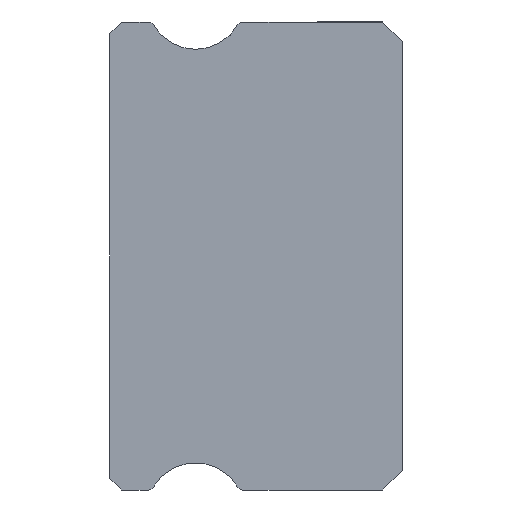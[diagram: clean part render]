
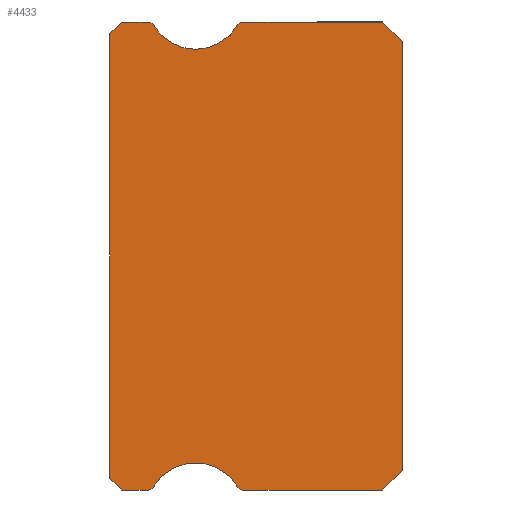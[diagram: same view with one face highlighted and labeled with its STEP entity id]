
A CAD part, left-side view. The second image highlights one B-rep face of the part: STEP entity #4433.
In plain terms, the highlighted planar face has unit normal (-1, 0, 0).
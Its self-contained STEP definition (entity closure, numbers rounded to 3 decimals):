
#9 = CIRCLE ( 'NONE', #259, 1.25 ) ;
#29 = AXIS2_PLACEMENT_3D ( 'NONE', #4670, #6921, #1882 ) ;
#72 = CARTESIAN_POINT ( 'NONE',  ( -10., 5.3, 6.55 ) ) ;
#225 = ORIENTED_EDGE ( 'NONE', *, *, #4444, .T. ) ;
#259 = AXIS2_PLACEMENT_3D ( 'NONE', #961, #2590, #4829 ) ;
#274 = EDGE_CURVE ( 'NONE', #6432, #6155, #4314, .T. ) ;
#485 = DIRECTION ( 'NONE',  ( 1., 0., 0. ) ) ;
#526 = ORIENTED_EDGE ( 'NONE', *, *, #2316, .F. ) ;
#577 = CARTESIAN_POINT ( 'NONE',  ( -10., 6.512, -5.85 ) ) ;
#598 = AXIS2_PLACEMENT_3D ( 'NONE', #4186, #4299, #6515 ) ;
#730 = CARTESIAN_POINT ( 'NONE',  ( -10., 5.3, 5.3 ) ) ;
#806 = ORIENTED_EDGE ( 'NONE', *, *, #1037, .F. ) ;
#865 = LINE ( 'NONE', #1354, #3313 ) ;
#955 = CARTESIAN_POINT ( 'NONE',  ( -10., 7.2, 6. ) ) ;
#961 = CARTESIAN_POINT ( 'NONE',  ( -10., 5.3, -6.55 ) ) ;
#975 = CARTESIAN_POINT ( 'NONE',  ( -10., 7.5, 5.85 ) ) ;
#995 = ORIENTED_EDGE ( 'NONE', *, *, #7150, .T. ) ;
#1023 = AXIS2_PLACEMENT_3D ( 'NONE', #577, #5041, #2795 ) ;
#1037 = EDGE_CURVE ( 'NONE', #6477, #2726, #3750, .T. ) ;
#1040 = ORIENTED_EDGE ( 'NONE', *, *, #1234, .T. ) ;
#1131 = CARTESIAN_POINT ( 'NONE',  ( -10., 0.5, 6. ) ) ;
#1184 = DIRECTION ( 'NONE',  ( -1., 0., 0. ) ) ;
#1234 = EDGE_CURVE ( 'NONE', #5166, #2726, #1998, .T. ) ;
#1330 = VERTEX_POINT ( 'NONE', #955 ) ;
#1354 = CARTESIAN_POINT ( 'NONE',  ( -10., 6.512, -6. ) ) ;
#1406 = DIRECTION ( 'NONE',  ( 0., 0., 1. ) ) ;
#1456 = CARTESIAN_POINT ( 'NONE',  ( -10., 6.512, -6. ) ) ;
#1498 = CARTESIAN_POINT ( 'NONE',  ( -10., 5.3, 6.55 ) ) ;
#1507 = VECTOR ( 'NONE', #1533, 1000. ) ;
#1533 = DIRECTION ( 'NONE',  ( 0., -0.707, -0.707 ) ) ;
#1573 = VERTEX_POINT ( 'NONE', #2074 ) ;
#1716 = CARTESIAN_POINT ( 'NONE',  ( -10., 0., 5.5 ) ) ;
#1729 = CARTESIAN_POINT ( 'NONE',  ( -10., 4.217, 5.925 ) ) ;
#1845 = AXIS2_PLACEMENT_3D ( 'NONE', #3289, #485, #3860 ) ;
#1881 = EDGE_CURVE ( 'NONE', #4607, #2852, #7112, .T. ) ;
#1882 = DIRECTION ( 'NONE',  ( 0., 0., -1. ) ) ;
#1949 = AXIS2_PLACEMENT_3D ( 'NONE', #1498, #3181, #5189 ) ;
#1950 = PLANE ( 'NONE',  #598 ) ;
#1998 = LINE ( 'NONE', #3129, #2896 ) ;
#2018 = CARTESIAN_POINT ( 'NONE',  ( -10., 7.5, -5.7 ) ) ;
#2030 = CIRCLE ( 'NONE', #2939, 1.25 ) ;
#2053 = CARTESIAN_POINT ( 'NONE',  ( -10., 7.2, 6. ) ) ;
#2074 = CARTESIAN_POINT ( 'NONE',  ( -10., 4.217, -5.925 ) ) ;
#2110 = VERTEX_POINT ( 'NONE', #2448 ) ;
#2316 = EDGE_CURVE ( 'NONE', #5166, #2359, #4485, .T. ) ;
#2359 = VERTEX_POINT ( 'NONE', #6458 ) ;
#2361 = ORIENTED_EDGE ( 'NONE', *, *, #3917, .F. ) ;
#2428 = DIRECTION ( 'NONE',  ( 1., 0., 0. ) ) ;
#2446 = VECTOR ( 'NONE', #5433, 1000. ) ;
#2448 = CARTESIAN_POINT ( 'NONE',  ( -10., 6.383, -5.925 ) ) ;
#2468 = DIRECTION ( 'NONE',  ( 0., 0., -1. ) ) ;
#2483 = CARTESIAN_POINT ( 'NONE',  ( -10., 0.5, 6. ) ) ;
#2538 = CARTESIAN_POINT ( 'NONE',  ( -10., 7.5, 5.7 ) ) ;
#2590 = DIRECTION ( 'NONE',  ( -1., 0., 0. ) ) ;
#2616 = EDGE_LOOP ( 'NONE', ( #5047, #5504, #4238, #225, #3994, #7090, #3995, #2361, #526, #1040, #806, #4855, #6500, #3512, #4107, #5762, #995 ) ) ;
#2707 = CARTESIAN_POINT ( 'NONE',  ( -10., 6.512, 6. ) ) ;
#2726 = VERTEX_POINT ( 'NONE', #1716 ) ;
#2728 = CARTESIAN_POINT ( 'NONE',  ( -10., 7.2, -6. ) ) ;
#2795 = DIRECTION ( 'NONE',  ( 0., 0., -1. ) ) ;
#2852 = VERTEX_POINT ( 'NONE', #3811 ) ;
#2896 = VECTOR ( 'NONE', #1406, 1000. ) ;
#2939 = AXIS2_PLACEMENT_3D ( 'NONE', #72, #1184, #4024 ) ;
#2955 = LINE ( 'NONE', #4700, #4334 ) ;
#2993 = EDGE_CURVE ( 'NONE', #6155, #6026, #3593, .T. ) ;
#3009 = CARTESIAN_POINT ( 'NONE',  ( -10., 4.088, -5.85 ) ) ;
#3129 = CARTESIAN_POINT ( 'NONE',  ( -10., 0., 5.5 ) ) ;
#3149 = VECTOR ( 'NONE', #3782, 1000. ) ;
#3181 = DIRECTION ( 'NONE',  ( -1., 0., 0. ) ) ;
#3287 = LINE ( 'NONE', #2707, #6544 ) ;
#3289 = CARTESIAN_POINT ( 'NONE',  ( -10., 6.512, 5.85 ) ) ;
#3313 = VECTOR ( 'NONE', #6398, 1000. ) ;
#3369 = CIRCLE ( 'NONE', #1023, 0.15 ) ;
#3512 = ORIENTED_EDGE ( 'NONE', *, *, #4073, .F. ) ;
#3593 = CIRCLE ( 'NONE', #1949, 1.25 ) ;
#3641 = VERTEX_POINT ( 'NONE', #1456 ) ;
#3656 = VERTEX_POINT ( 'NONE', #2018 ) ;
#3667 = LINE ( 'NONE', #4170, #6023 ) ;
#3750 = LINE ( 'NONE', #1131, #3149 ) ;
#3753 = VECTOR ( 'NONE', #6685, 1000. ) ;
#3782 = DIRECTION ( 'NONE',  ( 0., -0.707, -0.707 ) ) ;
#3811 = CARTESIAN_POINT ( 'NONE',  ( -10., 4.088, 6. ) ) ;
#3860 = DIRECTION ( 'NONE',  ( 0., 0., -1. ) ) ;
#3879 = LINE ( 'NONE', #2728, #1507 ) ;
#3917 = EDGE_CURVE ( 'NONE', #2359, #4869, #3667, .T. ) ;
#3994 = ORIENTED_EDGE ( 'NONE', *, *, #6836, .F. ) ;
#3995 = ORIENTED_EDGE ( 'NONE', *, *, #4805, .F. ) ;
#4024 = DIRECTION ( 'NONE',  ( 0., 0., -1. ) ) ;
#4073 = EDGE_CURVE ( 'NONE', #6026, #4607, #2030, .T. ) ;
#4107 = ORIENTED_EDGE ( 'NONE', *, *, #2993, .F. ) ;
#4170 = CARTESIAN_POINT ( 'NONE',  ( -10., 6.512, -6. ) ) ;
#4186 = CARTESIAN_POINT ( 'NONE',  ( -10., 6.512, 5.85 ) ) ;
#4238 = ORIENTED_EDGE ( 'NONE', *, *, #6764, .T. ) ;
#4299 = DIRECTION ( 'NONE',  ( 1., 0., 0. ) ) ;
#4314 = CIRCLE ( 'NONE', #1845, 0.15 ) ;
#4334 = VECTOR ( 'NONE', #5171, 1000. ) ;
#4433 = ADVANCED_FACE ( 'NONE', ( #5957 ), #1950, .F. ) ;
#4444 = EDGE_CURVE ( 'NONE', #7216, #3641, #865, .T. ) ;
#4463 = CARTESIAN_POINT ( 'NONE',  ( -10., 7.2, -6. ) ) ;
#4485 = LINE ( 'NONE', #5664, #5085 ) ;
#4607 = VERTEX_POINT ( 'NONE', #1729 ) ;
#4670 = CARTESIAN_POINT ( 'NONE',  ( -10., 4.088, 5.85 ) ) ;
#4700 = CARTESIAN_POINT ( 'NONE',  ( -10., 7.5, 5.7 ) ) ;
#4730 = CARTESIAN_POINT ( 'NONE',  ( -10., 6.383, 5.925 ) ) ;
#4797 = DIRECTION ( 'NONE',  ( 0., 1., 0. ) ) ;
#4805 = EDGE_CURVE ( 'NONE', #4869, #1573, #7151, .T. ) ;
#4829 = DIRECTION ( 'NONE',  ( 0., 0., -1. ) ) ;
#4855 = ORIENTED_EDGE ( 'NONE', *, *, #6237, .F. ) ;
#4869 = VERTEX_POINT ( 'NONE', #6525 ) ;
#4983 = LINE ( 'NONE', #975, #3753 ) ;
#5041 = DIRECTION ( 'NONE',  ( 1., 0., 0. ) ) ;
#5047 = ORIENTED_EDGE ( 'NONE', *, *, #5054, .T. ) ;
#5054 = EDGE_CURVE ( 'NONE', #1330, #5174, #2955, .T. ) ;
#5085 = VECTOR ( 'NONE', #7261, 1000. ) ;
#5135 = AXIS2_PLACEMENT_3D ( 'NONE', #3009, #2428, #2468 ) ;
#5166 = VERTEX_POINT ( 'NONE', #6279 ) ;
#5171 = DIRECTION ( 'NONE',  ( 0., 0.707, -0.707 ) ) ;
#5174 = VERTEX_POINT ( 'NONE', #2538 ) ;
#5189 = DIRECTION ( 'NONE',  ( 0., 0., -1. ) ) ;
#5433 = DIRECTION ( 'NONE',  ( 0., 1., 0. ) ) ;
#5504 = ORIENTED_EDGE ( 'NONE', *, *, #7240, .F. ) ;
#5529 = EDGE_CURVE ( 'NONE', #1573, #2110, #9, .T. ) ;
#5664 = CARTESIAN_POINT ( 'NONE',  ( -10., 0., -5.5 ) ) ;
#5762 = ORIENTED_EDGE ( 'NONE', *, *, #274, .F. ) ;
#5957 = FACE_OUTER_BOUND ( 'NONE', #2616, .T. ) ;
#6023 = VECTOR ( 'NONE', #4797, 1000. ) ;
#6026 = VERTEX_POINT ( 'NONE', #730 ) ;
#6028 = DIRECTION ( 'NONE',  ( 0., -1., 0. ) ) ;
#6155 = VERTEX_POINT ( 'NONE', #4730 ) ;
#6162 = CARTESIAN_POINT ( 'NONE',  ( -10., 6.512, 6. ) ) ;
#6237 = EDGE_CURVE ( 'NONE', #2852, #6477, #3287, .T. ) ;
#6279 = CARTESIAN_POINT ( 'NONE',  ( -10., 0., -5.5 ) ) ;
#6398 = DIRECTION ( 'NONE',  ( 0., -1., 0. ) ) ;
#6432 = VERTEX_POINT ( 'NONE', #6162 ) ;
#6458 = CARTESIAN_POINT ( 'NONE',  ( -10., 0.5, -6. ) ) ;
#6477 = VERTEX_POINT ( 'NONE', #2483 ) ;
#6500 = ORIENTED_EDGE ( 'NONE', *, *, #1881, .F. ) ;
#6515 = DIRECTION ( 'NONE',  ( 0., 0., -1. ) ) ;
#6525 = CARTESIAN_POINT ( 'NONE',  ( -10., 4.088, -6. ) ) ;
#6544 = VECTOR ( 'NONE', #6028, 1000. ) ;
#6685 = DIRECTION ( 'NONE',  ( 0., 0., 1. ) ) ;
#6764 = EDGE_CURVE ( 'NONE', #3656, #7216, #3879, .T. ) ;
#6836 = EDGE_CURVE ( 'NONE', #2110, #3641, #3369, .T. ) ;
#6921 = DIRECTION ( 'NONE',  ( 1., 0., 0. ) ) ;
#7060 = LINE ( 'NONE', #2053, #2446 ) ;
#7090 = ORIENTED_EDGE ( 'NONE', *, *, #5529, .F. ) ;
#7112 = CIRCLE ( 'NONE', #29, 0.15 ) ;
#7150 = EDGE_CURVE ( 'NONE', #6432, #1330, #7060, .T. ) ;
#7151 = CIRCLE ( 'NONE', #5135, 0.15 ) ;
#7216 = VERTEX_POINT ( 'NONE', #4463 ) ;
#7240 = EDGE_CURVE ( 'NONE', #3656, #5174, #4983, .T. ) ;
#7261 = DIRECTION ( 'NONE',  ( 0., 0.707, -0.707 ) ) ;
